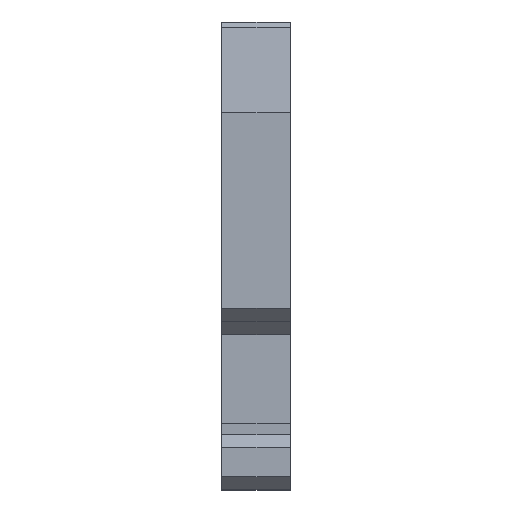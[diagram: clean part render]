
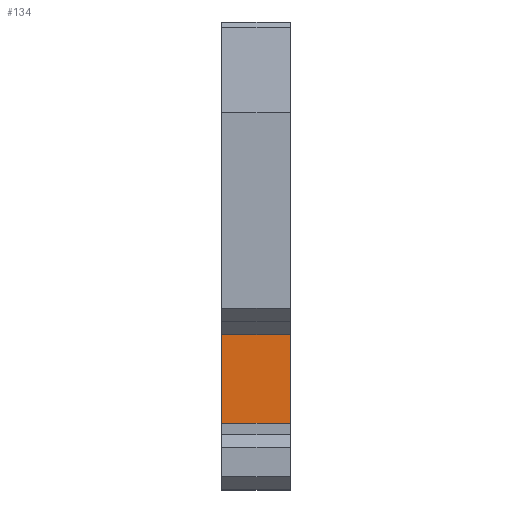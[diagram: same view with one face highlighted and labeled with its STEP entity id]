
A CAD part, left-side view. The second image highlights one B-rep face of the part: STEP entity #134.
In plain terms, the highlighted free-form (B-spline) face has degree [1, 1] with [2, 2] control points.
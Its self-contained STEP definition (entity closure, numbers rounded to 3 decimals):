
#99=CARTESIAN_POINT('',(-112.7,-1.058,-24.019));
#100=CARTESIAN_POINT('',(-112.7,12.569,-24.019));
#101=CARTESIAN_POINT('',(-112.7,-1.058,-8.661));
#102=CARTESIAN_POINT('',(-112.7,12.569,-8.661));
#103=B_SPLINE_SURFACE_WITH_KNOTS('',1,1,((#99,#100),(#101,#102)),.PLANE_SURF.,.F.,.F.,.U.,(2,2),(2,2),(-0.379,1.),(-0.17,1.053),.UNSPECIFIED.);
#104=CARTESIAN_POINT('',(-112.7,3.805,-9.305));
#105=VERTEX_POINT('',#104);
#106=CARTESIAN_POINT('',(-112.7,9.005,-9.305));
#107=VERTEX_POINT('',#106);
#108=CARTESIAN_POINT('',(-112.7,3.805,-9.305));
#109=CARTESIAN_POINT('',(-112.7,9.005,-9.305));
#110=B_SPLINE_CURVE_WITH_KNOTS('',1,(#108,#109),.POLYLINE_FORM.,.F.,.U.,(2,2),(0.,1.),.UNSPECIFIED.);
#111=EDGE_CURVE('',#105,#107,#110,.T.);
#112=ORIENTED_EDGE('',*,*,#111,.T.);
#113=CARTESIAN_POINT('',(-112.7,9.005,-16.001));
#114=VERTEX_POINT('',#113);
#115=CARTESIAN_POINT('',(-112.7,9.005,-9.305));
#116=CARTESIAN_POINT('',(-112.7,9.005,-16.001));
#117=B_SPLINE_CURVE_WITH_KNOTS('',1,(#115,#116),.POLYLINE_FORM.,.F.,.U.,(2,2),(0.,1.),.UNSPECIFIED.);
#118=EDGE_CURVE('',#107,#114,#117,.T.);
#119=ORIENTED_EDGE('',*,*,#118,.T.);
#120=CARTESIAN_POINT('',(-112.7,3.805,-16.001));
#121=VERTEX_POINT('',#120);
#122=CARTESIAN_POINT('',(-112.7,9.005,-16.001));
#123=CARTESIAN_POINT('',(-112.7,3.805,-16.001));
#124=B_SPLINE_CURVE_WITH_KNOTS('',1,(#122,#123),.POLYLINE_FORM.,.F.,.U.,(2,2),(0.,1.),.UNSPECIFIED.);
#125=EDGE_CURVE('',#114,#121,#124,.T.);
#126=ORIENTED_EDGE('',*,*,#125,.T.);
#127=CARTESIAN_POINT('',(-112.7,3.805,-16.001));
#128=CARTESIAN_POINT('',(-112.7,3.805,-9.305));
#129=B_SPLINE_CURVE_WITH_KNOTS('',1,(#127,#128),.POLYLINE_FORM.,.F.,.U.,(2,2),(0.707,0.849),.UNSPECIFIED.);
#130=EDGE_CURVE('',#121,#105,#129,.T.);
#131=ORIENTED_EDGE('',*,*,#130,.T.);
#132=EDGE_LOOP('',(#112,#119,#126,#131));
#133=FACE_OUTER_BOUND('',#132,.T.);
#134=ADVANCED_FACE('',(#133),#103,.T.);
